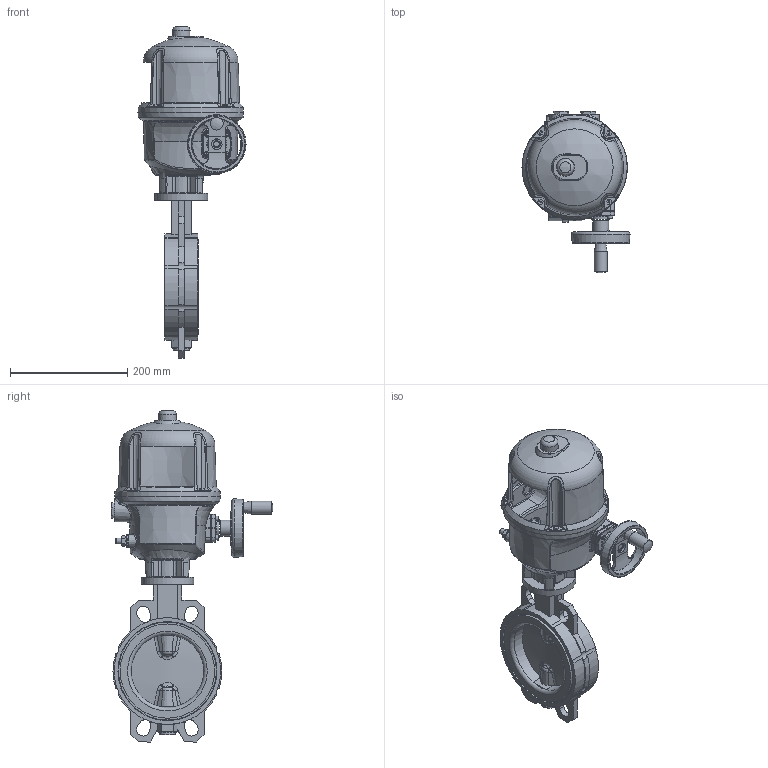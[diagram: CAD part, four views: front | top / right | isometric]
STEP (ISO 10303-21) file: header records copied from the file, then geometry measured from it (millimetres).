
FILE_DESCRIPTION(/* description */ (''),/* implementation_level */ '2;1');
FILE_NAME(/* name */ 'AT2313B125-AQ05.step',/* time_stamp */ '2025-07-11T14:50:33+02:00',/* author */ (''),/* organization */ (''),/* preprocessor_version */ 'ST-DEVELOPER v20.1',/* originating_system */ 'Autodesk Translation Framework v14.10.0.0',/* authorisation */ '');
FILE_SCHEMA (('AUTOMOTIVE_DESIGN { 1 0 10303 214 3 1 1 }'));
Length unit declared in the file: millimetre
Products named in the file (3): AT2313B125-AQ05/10/15; EVCS-i DN125 PN16 F07-L14; AT3941-AQ05-10-15-Switch
Assembly tree (2 placements, depth 2):
  AT2313B125-AQ05/10/15
    EVCS-i DN125 PN16 F07-L14
    AT3941-AQ05-10-15-Switch
Bounding box: 184.4 x 275.81 x 566.53 mm (x, y, z)
Volume: 1120319.4 mm3; surface area: 358955.4 mm2
Topology: 1 solids, 24 shells, 1147 faces, 3220 edges, 2080 vertices
Faces by surface type: plane 422, bspline 357, cylinder 182, torus 108, cone 73, sphere 5
Full cylindrical faces by diameter (mm): 5 x4, 6.8 x4, 8.5 x4, 9 x4, 10 x2, 18 x2, 22 x1, 27 x2, 30 x1, 30.5 x1, 31 x1, 42 x1, 55 x1, 90 x1, 124 x1, 161 x2, 169 x2
Entity records: 66452 total; most frequent: CARTESIAN_POINT 38631, ORIENTED_EDGE 5945, DIRECTION 4909, EDGE_CURVE 3210, VERTEX_POINT 2080, AXIS2_PLACEMENT_3D 1808, LINE 1293, VECTOR 1293
